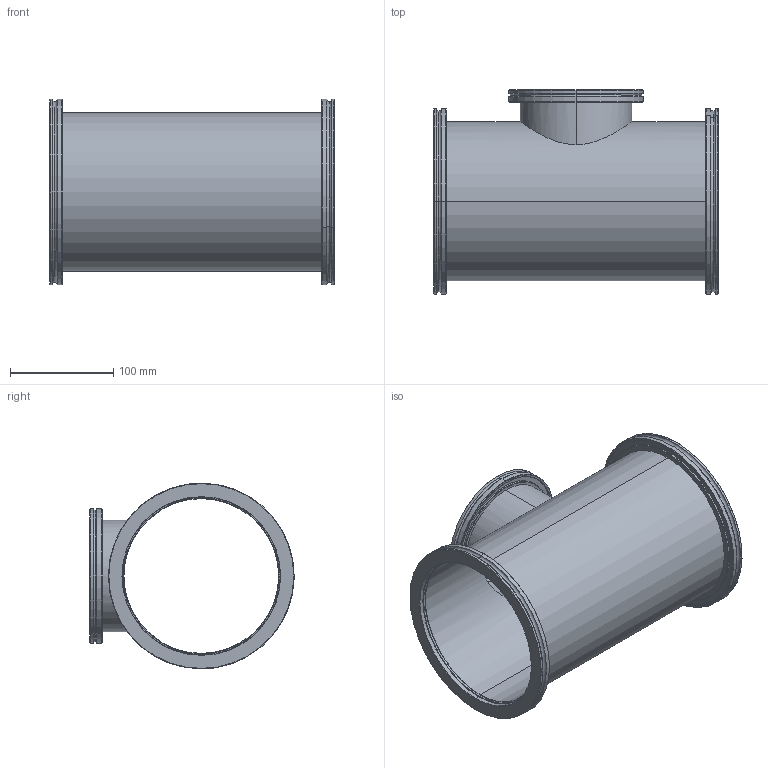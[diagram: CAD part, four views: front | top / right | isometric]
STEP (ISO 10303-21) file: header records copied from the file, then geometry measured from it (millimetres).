
FILE_DESCRIPTION (( 'STEP AP214' ), '1' );
FILE_NAME ('Hositrad_ISO160-100TR.STEP', '2017-06-07T07:36:27', ( 'Gebruiker' ), ( '' ), 'SwSTEP 2.0', 'SolidWorks 2017', '' );
FILE_SCHEMA (( 'AUTOMOTIVE_DESIGN' ));
Length unit declared in the file: millimetre
Products named in the file (4): ISO-K-Weld-All_ISO100-108; ISO-K_Reducing-Tee_All_ISO160-100TR; Hositrad_ISO160-100TR; ISO-K-Weld-All_ISO160-154
Assembly tree (4 placements, depth 2):
  Hositrad_ISO160-100TR
    ISO-K_Reducing-Tee_All_ISO160-100TR
    ISO-K-Weld-All_ISO100-108
    ISO-K-Weld-All_ISO160-154  x2
Bounding box: 276 x 198 x 180 mm (x, y, z)
Volume: 451797 mm3; surface area: 340772.8 mm2
Topology: 4 solids, 4 shells, 110 faces, 222 edges, 132 vertices
Faces by surface type: cylinder 48, cone 30, plane 20, torus 12
Entity records: 2476 total; most frequent: CARTESIAN_POINT 637, DIRECTION 412, ORIENTED_EDGE 308, AXIS2_PLACEMENT_3D 179, EDGE_CURVE 154, CIRCLE 96, VERTEX_POINT 92, EDGE_LOOP 92
